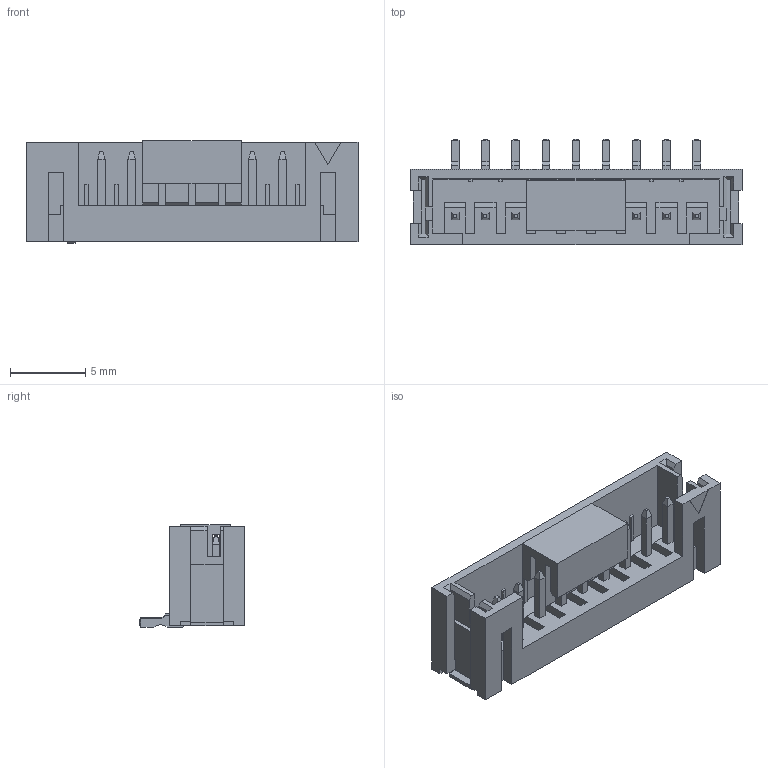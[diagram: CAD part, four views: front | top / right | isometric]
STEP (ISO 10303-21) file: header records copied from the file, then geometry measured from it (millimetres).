
FILE_DESCRIPTION(/* description */ ('Unknown'),/* implementation_level */ '2;1');
FILE_NAME(/* name */ '620309124022',/* time_stamp */ '2017-04-11T10:44:58+02:00',/* author */ ('Unknown'),/* organization */ ('Unknown'),/* preprocessor_version */ 'ST-DEVELOPER v16.7',/* originating_system */ 'DEX',/* authorisation */ $);
FILE_SCHEMA (('AUTOMOTIVE_DESIGN {1 0 10303 214 3 1 1}'));
Length unit declared in the file: millimetre
Products named in the file (5): 6203xx124022; 620309124022; 6203xx124022_PIN; 6203xx124022_Cap2; 6203xx124022_PATTE
Assembly tree (13 placements, depth 2):
  6203xx124022
    620309124022
    6203xx124022_PIN  x9
    6203xx124022_Cap2
    6203xx124022_PATTE  x2
Bounding box: 22 x 7.01 x 6.78 mm (x, y, z)
Volume: 359.3 mm3; surface area: 1287.6 mm2
Topology: 13 solids, 13 shells, 474 faces, 1299 edges, 838 vertices
Faces by surface type: plane 461, cylinder 13
Entity records: 9033 total; most frequent: CARTESIAN_POINT 1607, ORIENTED_EDGE 1598, DIRECTION 1369, EDGE_CURVE 799, LINE 793, VECTOR 793, VERTEX_POINT 526, AXIS2_PLACEMENT_3D 288
